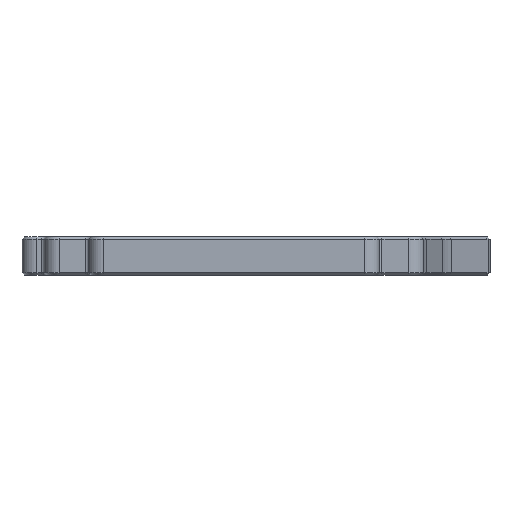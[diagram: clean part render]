
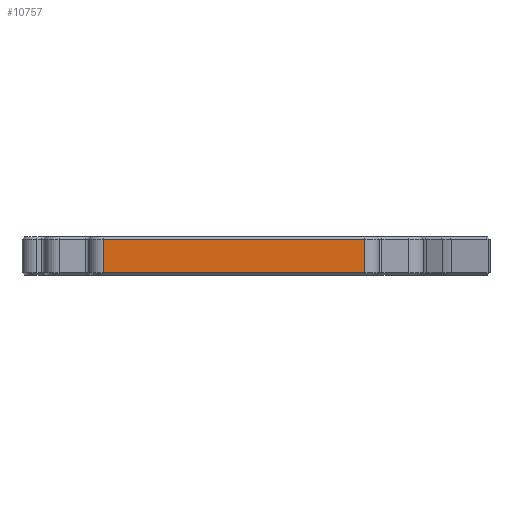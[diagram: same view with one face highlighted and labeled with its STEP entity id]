
A CAD part, left-side view. The second image highlights one B-rep face of the part: STEP entity #10757.
In plain terms, the highlighted planar face has unit normal (-1, 0, 0).
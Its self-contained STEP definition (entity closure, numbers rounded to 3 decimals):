
#5527 = VERTEX_POINT('',#5528);
#5528 = CARTESIAN_POINT('',(-21.7,66.,0.6));
#5552 = VERTEX_POINT('',#5553);
#5553 = CARTESIAN_POINT('',(-21.7,10.,0.6));
#5559 = EDGE_CURVE('',#5552,#5527,#5560,.T.);
#5560 = LINE('',#5561,#5562);
#5561 = CARTESIAN_POINT('',(-21.7,10.,0.6));
#5562 = VECTOR('',#5563,1.);
#5563 = DIRECTION('',(0.,1.,0.));
#10736 = EDGE_CURVE('',#5527,#10737,#10739,.T.);
#10737 = VERTEX_POINT('',#10738);
#10738 = CARTESIAN_POINT('',(-21.7,66.,7.7));
#10739 = LINE('',#10740,#10741);
#10740 = CARTESIAN_POINT('',(-21.7,66.,0.));
#10741 = VECTOR('',#10742,1.);
#10742 = DIRECTION('',(0.,0.,1.));
#10757 = ADVANCED_FACE('',(#10758),#10776,.F.);
#10758 = FACE_BOUND('',#10759,.F.);
#10759 = EDGE_LOOP('',(#10760,#10768,#10769,#10770));
#10760 = ORIENTED_EDGE('',*,*,#10761,.F.);
#10761 = EDGE_CURVE('',#5552,#10762,#10764,.T.);
#10762 = VERTEX_POINT('',#10763);
#10763 = CARTESIAN_POINT('',(-21.7,10.,7.7));
#10764 = LINE('',#10765,#10766);
#10765 = CARTESIAN_POINT('',(-21.7,10.,0.));
#10766 = VECTOR('',#10767,1.);
#10767 = DIRECTION('',(0.,0.,1.));
#10768 = ORIENTED_EDGE('',*,*,#5559,.T.);
#10769 = ORIENTED_EDGE('',*,*,#10736,.T.);
#10770 = ORIENTED_EDGE('',*,*,#10771,.F.);
#10771 = EDGE_CURVE('',#10762,#10737,#10772,.T.);
#10772 = LINE('',#10773,#10774);
#10773 = CARTESIAN_POINT('',(-21.7,10.,7.7));
#10774 = VECTOR('',#10775,1.);
#10775 = DIRECTION('',(0.,1.,0.));
#10776 = PLANE('',#10777);
#10777 = AXIS2_PLACEMENT_3D('',#10778,#10779,#10780);
#10778 = CARTESIAN_POINT('',(-21.7,66.,0.));
#10779 = DIRECTION('',(1.,0.,0.));
#10780 = DIRECTION('',(0.,-1.,0.));
